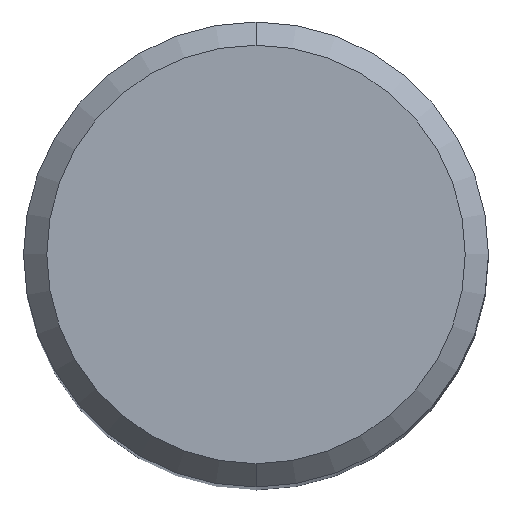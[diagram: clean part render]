
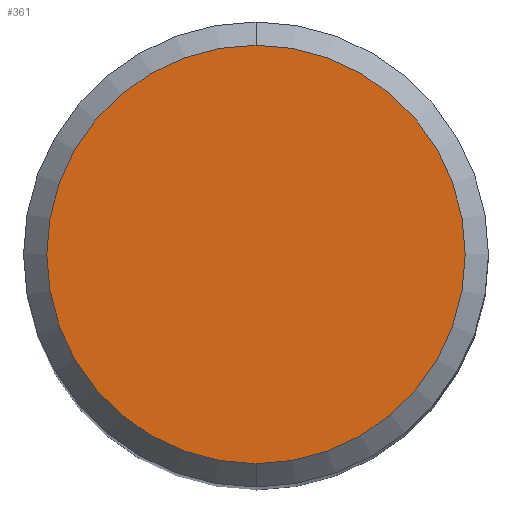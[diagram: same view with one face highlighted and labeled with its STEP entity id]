
A CAD part, top view. The second image highlights one B-rep face of the part: STEP entity #361.
In plain terms, the highlighted planar face has unit normal (0, 0, 1).
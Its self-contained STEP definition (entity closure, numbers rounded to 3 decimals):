
#231=VERTEX_POINT('',#592);
#301=EDGE_CURVE('',#503,#231,#674,.T.);
#361=ADVANCED_FACE('',(#741),#742,.T.);
#387=EDGE_CURVE('',#231,#503,#771,.T.);
#503=VERTEX_POINT('',#896);
#592=CARTESIAN_POINT('',(0.0,5.4,0.0));
#674=CIRCLE('',#1149,5.4);
#741=FACE_OUTER_BOUND('',#1255,.T.);
#742=PLANE('',#1256);
#771=CIRCLE('',#1296,5.4);
#896=CARTESIAN_POINT('',(0.,-5.4,0.0));
#1149=AXIS2_PLACEMENT_3D('',#1876,#1877,#1878);
#1255=EDGE_LOOP('',(#1961,#1962));
#1256=AXIS2_PLACEMENT_3D('',#1963,#1964,#1965);
#1296=AXIS2_PLACEMENT_3D('',#1992,#1993,#1994);
#1876=CARTESIAN_POINT('',(0.0,0.0,0.0));
#1877=DIRECTION('',(0.0,0.0,-1.0));
#1878=DIRECTION('',(0.0,1.0,0.0));
#1961=ORIENTED_EDGE('',*,*,#387,.F.);
#1962=ORIENTED_EDGE('',*,*,#301,.F.);
#1963=CARTESIAN_POINT('',(0.0,2.7,0.0));
#1964=DIRECTION('',(-0.0,0.0,1.0));
#1965=DIRECTION('',(0.0,-1.0,0.0));
#1992=CARTESIAN_POINT('',(0.0,0.0,0.0));
#1993=DIRECTION('',(0.0,0.0,-1.0));
#1994=DIRECTION('',(0.0,1.0,0.0));
